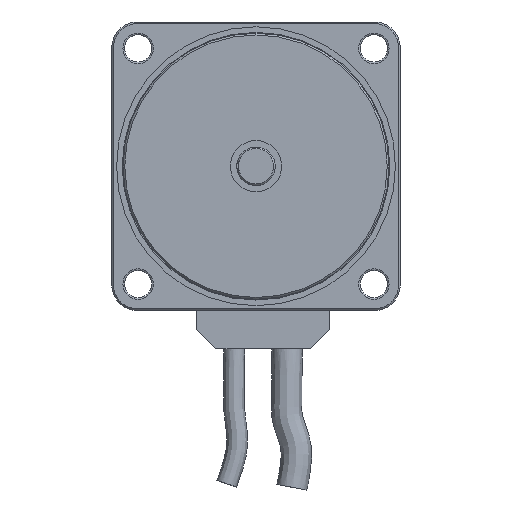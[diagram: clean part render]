
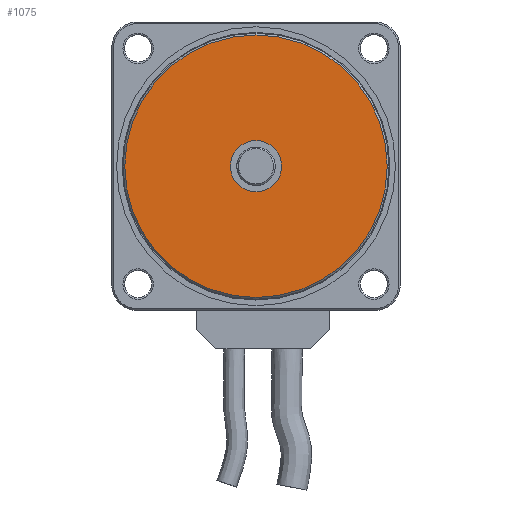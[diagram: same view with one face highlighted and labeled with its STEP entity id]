
A CAD part, front view. The second image highlights one B-rep face of the part: STEP entity #1075.
In plain terms, the highlighted planar face has unit normal (0, -1, 0).
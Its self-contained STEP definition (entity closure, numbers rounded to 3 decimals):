
#1075 = ADVANCED_FACE( '', ( #2244, #2245 ), #2246, .F. );
#2244 = FACE_OUTER_BOUND( '', #3830, .T. );
#2245 = FACE_BOUND( '', #3831, .T. );
#2246 = PLANE( '', #3832 );
#3830 = EDGE_LOOP( '', ( #6851 ) );
#3831 = EDGE_LOOP( '', ( #6852 ) );
#3832 = AXIS2_PLACEMENT_3D( '', #6853, #6854, #6855 );
#6851 = ORIENTED_EDGE( '', *, *, #7840, .T. );
#6852 = ORIENTED_EDGE( '', *, *, #7746, .T. );
#6853 = CARTESIAN_POINT( '', ( 0., -15.5, 0. ) );
#6854 = DIRECTION( '', ( 0., 1., 0. ) );
#6855 = DIRECTION( '', ( 0., 0., 1. ) );
#7746 = EDGE_CURVE( '', #9285, #9285, #9286, .T. );
#7840 = EDGE_CURVE( '', #9441, #9441, #9442, .F. );
#9285 = VERTEX_POINT( '', #11378 );
#9286 = CIRCLE( '', #11379, 8. );
#9441 = VERTEX_POINT( '', #11600 );
#9442 = CIRCLE( '', #11601, 40.95 );
#11378 = CARTESIAN_POINT( '', ( 8., -15.5, 0. ) );
#11379 = AXIS2_PLACEMENT_3D( '', #13780, #13781, #13782 );
#11600 = CARTESIAN_POINT( '', ( 0., -15.5, 40.95 ) );
#11601 = AXIS2_PLACEMENT_3D( '', #13875, #13876, #13877 );
#13780 = CARTESIAN_POINT( '', ( 0., -15.5, 0. ) );
#13781 = DIRECTION( '', ( 0., 1., 0. ) );
#13782 = DIRECTION( '', ( 1., 0., 0. ) );
#13875 = CARTESIAN_POINT( '', ( 0., -15.5, 0. ) );
#13876 = DIRECTION( '', ( 0., 1., 0. ) );
#13877 = DIRECTION( '', ( 0., 0., 1. ) );
